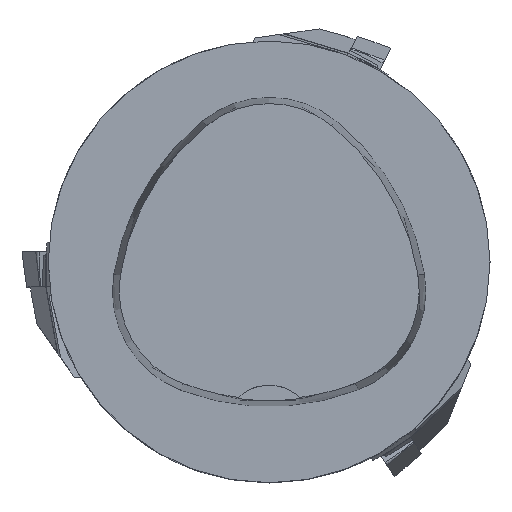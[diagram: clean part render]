
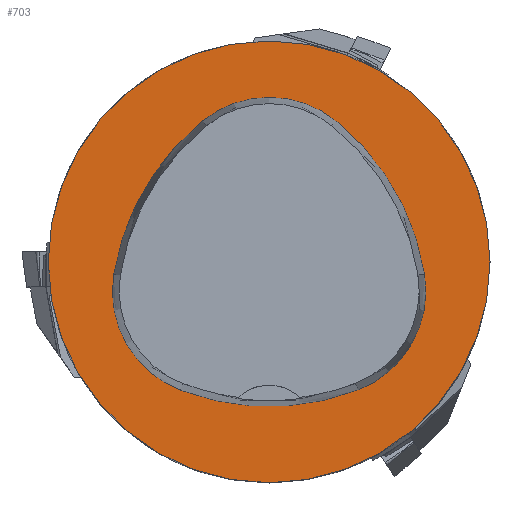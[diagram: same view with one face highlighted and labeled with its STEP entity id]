
A CAD part, top view. The second image highlights one B-rep face of the part: STEP entity #703.
In plain terms, the highlighted planar face has unit normal (0, 0, 1).
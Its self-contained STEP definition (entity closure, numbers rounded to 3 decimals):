
#637=FACE_BOUND('',#1003,.T.);
#638=FACE_BOUND('',#1004,.T.);
#703=ADVANCED_FACE('',(#637,#638),#801,.T.);
#801=PLANE('',#2458);
#1003=EDGE_LOOP('',(#1319,#1320,#1321,#1322,#1323,#1324));
#1004=EDGE_LOOP('',(#1325));
#1319=ORIENTED_EDGE('',*,*,#1988,.T.);
#1320=ORIENTED_EDGE('',*,*,#1968,.T.);
#1321=ORIENTED_EDGE('',*,*,#1972,.T.);
#1322=ORIENTED_EDGE('',*,*,#1975,.T.);
#1323=ORIENTED_EDGE('',*,*,#1978,.T.);
#1324=ORIENTED_EDGE('',*,*,#1986,.T.);
#1325=ORIENTED_EDGE('',*,*,#1959,.F.);
#1736=VERTEX_POINT('',#3486);
#1745=VERTEX_POINT('',#3505);
#1746=VERTEX_POINT('',#3506);
#1749=VERTEX_POINT('',#3514);
#1751=VERTEX_POINT('',#3520);
#1753=VERTEX_POINT('',#3526);
#1760=VERTEX_POINT('',#3547);
#1959=EDGE_CURVE('',#1736,#1736,#2167,.T.);
#1968=EDGE_CURVE('',#1745,#1746,#2168,.T.);
#1972=EDGE_CURVE('',#1746,#1749,#2170,.T.);
#1975=EDGE_CURVE('',#1749,#1751,#2172,.T.);
#1978=EDGE_CURVE('',#1751,#1753,#2174,.T.);
#1986=EDGE_CURVE('',#1753,#1760,#2178,.T.);
#1988=EDGE_CURVE('',#1760,#1745,#2180,.T.);
#2167=CIRCLE('',#2430,25.);
#2168=CIRCLE('',#2436,28.);
#2170=CIRCLE('',#2439,12.);
#2172=CIRCLE('',#2442,28.);
#2174=CIRCLE('',#2445,12.);
#2178=CIRCLE('',#2450,28.);
#2180=CIRCLE('',#2453,12.);
#2430=AXIS2_PLACEMENT_3D('',#3485,#2788,#2789);
#2436=AXIS2_PLACEMENT_3D('',#3504,#2804,#2805);
#2439=AXIS2_PLACEMENT_3D('',#3513,#2812,#2813);
#2442=AXIS2_PLACEMENT_3D('',#3519,#2819,#2820);
#2445=AXIS2_PLACEMENT_3D('',#3525,#2826,#2827);
#2450=AXIS2_PLACEMENT_3D('',#3548,#2838,#2839);
#2453=AXIS2_PLACEMENT_3D('',#3551,#2844,#2845);
#2458=AXIS2_PLACEMENT_3D('',#3556,#2854,#2855);
#2788=DIRECTION('',(0.,0.,-1.));
#2789=DIRECTION('',(-1.,0.,0.));
#2804=DIRECTION('',(0.,0.,-1.));
#2805=DIRECTION('',(-1.,0.,0.));
#2812=DIRECTION('',(0.,0.,-1.));
#2813=DIRECTION('',(-1.,0.,0.));
#2819=DIRECTION('',(0.,0.,-1.));
#2820=DIRECTION('',(-1.,0.,0.));
#2826=DIRECTION('',(0.,0.,-1.));
#2827=DIRECTION('',(-1.,0.,0.));
#2838=DIRECTION('',(0.,0.,-1.));
#2839=DIRECTION('',(-1.,0.,0.));
#2844=DIRECTION('',(0.,0.,-1.));
#2845=DIRECTION('',(-1.,0.,0.));
#2854=DIRECTION('',(0.,0.,1.));
#2855=DIRECTION('',(1.,0.,0.));
#3485=CARTESIAN_POINT('',(0.,0.,0.));
#3486=CARTESIAN_POINT('',(-25.,0.,0.));
#3504=CARTESIAN_POINT('',(10.068,-5.824,0.));
#3505=CARTESIAN_POINT('',(-17.584,-1.424,0.));
#3506=CARTESIAN_POINT('',(-7.531,15.953,0.));
#3513=CARTESIAN_POINT('',(0.011,6.62,0.));
#3514=CARTESIAN_POINT('',(7.567,15.942,0.));
#3519=CARTESIAN_POINT('',(-10.063,-5.81,0.));
#3520=CARTESIAN_POINT('',(17.59,-1.418,0.));
#3525=CARTESIAN_POINT('',(5.739,-3.3,0.));
#3526=CARTESIAN_POINT('',(10.05,-14.499,0.));
#3547=CARTESIAN_POINT('',(-10.025,-14.516,0.));
#3548=CARTESIAN_POINT('',(-0.01,11.631,0.));
#3551=CARTESIAN_POINT('',(-5.733,-3.31,0.));
#3556=CARTESIAN_POINT('',(0.,0.,0.));
